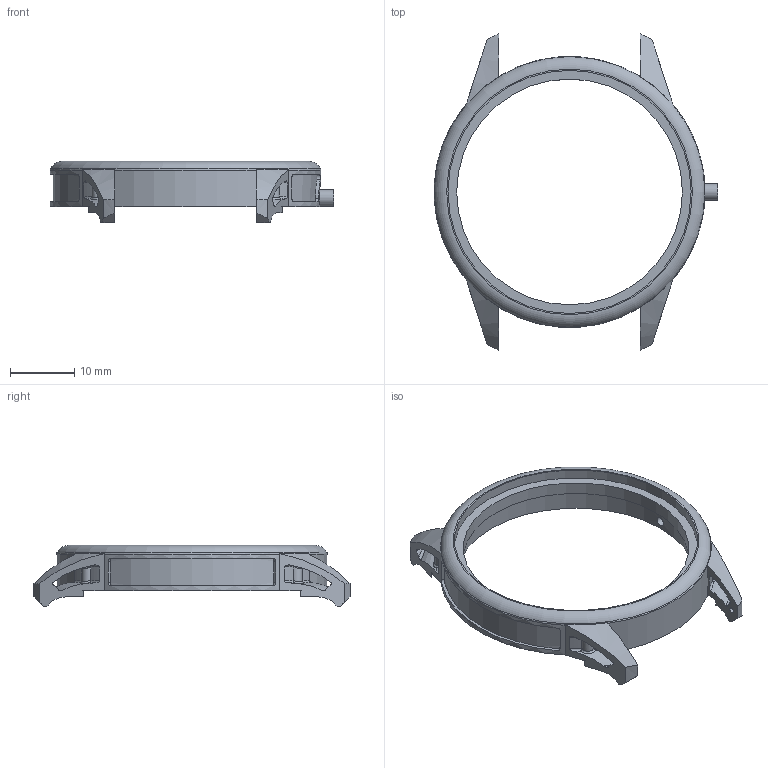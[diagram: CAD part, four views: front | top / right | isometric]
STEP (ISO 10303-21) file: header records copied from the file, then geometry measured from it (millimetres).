
FILE_DESCRIPTION(/* description */ (''),/* implementation_level */ '2;1');
FILE_NAME(/* name */ 'carure projet 2 v48.step',/* time_stamp */ '2022-04-29T16:37:16+02:00',/* author */ (''),/* organization */ (''),/* preprocessor_version */ 'ST-DEVELOPER v18.1',/* originating_system */ 'Autodesk Translation Framework v10.10.0.1391',/* authorisation */ '');
FILE_SCHEMA (('AUTOMOTIVE_DESIGN { 1 0 10303 214 3 1 1 }'));
Length unit declared in the file: millimetre
Products named in the file (1): carure projet 2
Bounding box: 44 x 49 x 9.5 mm (x, y, z)
Volume: 2438.8 mm3; surface area: 3216.6 mm2
Topology: 1 solids, 1 shells, 309 faces, 888 edges, 593 vertices
Faces by surface type: cylinder 207, plane 44, torus 38, bspline 20
Full cylindrical faces by diameter (mm): 0.769 x28, 0.8 x4, 1.053 x10, 1.054 x10, 1.4 x1, 2.6 x1, 35 x1, 37 x1, 37.7 x1
Entity records: 20962 total; most frequent: CARTESIAN_POINT 13646, ORIENTED_EDGE 1776, DIRECTION 1126, EDGE_CURVE 888, VERTEX_POINT 593, B_SPLINE_CURVE_WITH_KNOTS 480, AXIS2_PLACEMENT_3D 428, EDGE_LOOP 333
